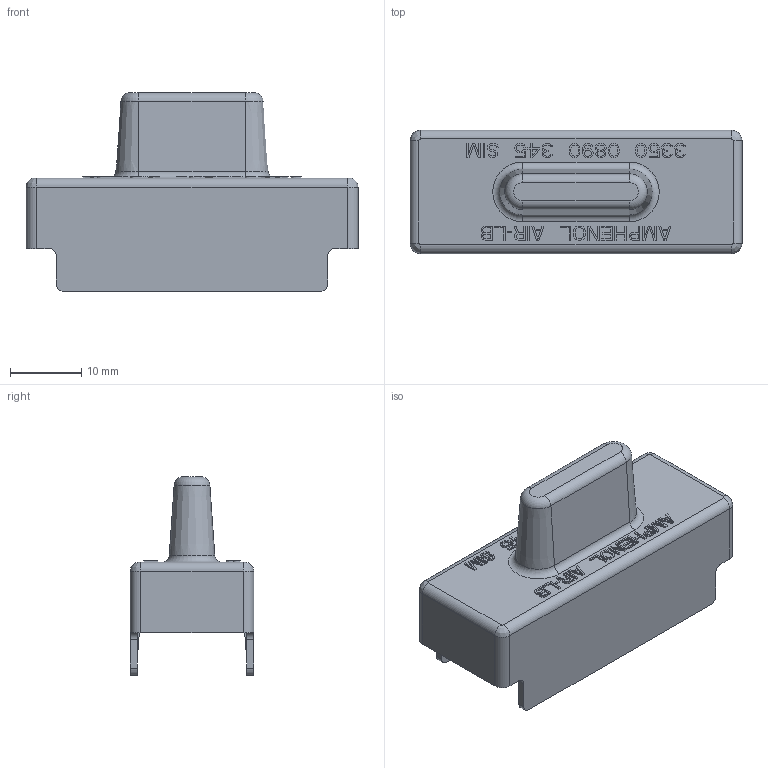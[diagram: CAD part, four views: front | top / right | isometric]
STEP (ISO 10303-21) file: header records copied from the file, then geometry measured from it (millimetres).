
FILE_DESCRIPTION((''),'2;1');
FILE_NAME('3350_0890_345','2020-01-31T',('presta_be4'),(''),'CREO PARAMETRIC BY PTC INC, 2018360','CREO PARAMETRIC BY PTC INC, 2018360','');
FILE_SCHEMA(('CONFIG_CONTROL_DESIGN'));
Length unit declared in the file: millimetre
Products named in the file (1): 3350_0890_345
Bounding box: 46.7 x 17.4 x 27.9 mm (x, y, z)
Volume: 2827.1 mm3; surface area: 5835.3 mm2
Topology: 1 solids, 1 shells, 1006 faces, 2848 edges, 1888 vertices
Faces by surface type: plane 918, cylinder 68, torus 8, bspline 8, cone 4
Entity records: 32206 total; most frequent: CARTESIAN_POINT 6142, ORIENTED_EDGE 5696, DIRECTION 4860, EDGE_CURVE 2848, VECTOR 2688, LINE 2688, VERTEX_POINT 1888, AXIS2_PLACEMENT_3D 1086
